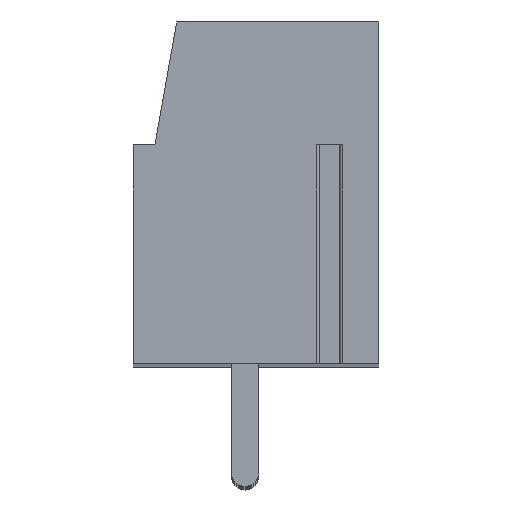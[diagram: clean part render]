
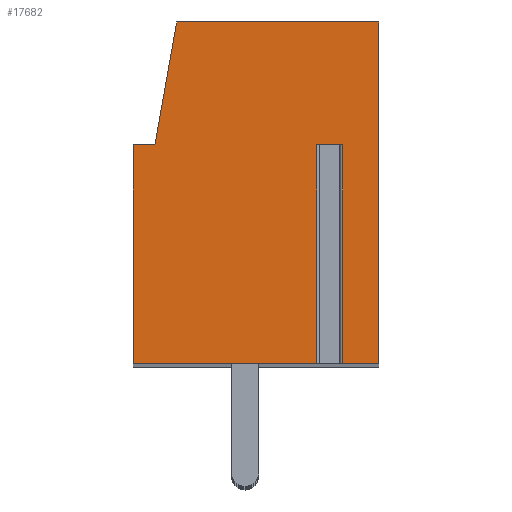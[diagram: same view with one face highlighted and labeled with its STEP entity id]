
A CAD part, top view. The second image highlights one B-rep face of the part: STEP entity #17682.
In plain terms, the highlighted planar face has unit normal (0, 0, 1).
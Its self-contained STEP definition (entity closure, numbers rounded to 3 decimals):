
#421=DIRECTION('',(-1.,0.,0.));
#422=VECTOR('',#421,0.958);
#423=CARTESIAN_POINT('',(3.179,1.75,77.5));
#424=LINE('',#423,#422);
#425=DIRECTION('',(0.,-1.,0.));
#426=VECTOR('',#425,8.);
#427=CARTESIAN_POINT('',(2.221,1.75,77.5));
#428=LINE('',#427,#426);
#429=DIRECTION('',(1.,0.,0.));
#430=VECTOR('',#429,6.721);
#431=CARTESIAN_POINT('',(-4.5,-6.25,77.5));
#432=LINE('',#431,#430);
#433=DIRECTION('',(0.,-1.,0.));
#434=VECTOR('',#433,8.);
#435=CARTESIAN_POINT('',(-4.5,1.75,77.5));
#436=LINE('',#435,#434);
#437=DIRECTION('',(-1.,0.,0.));
#438=VECTOR('',#437,0.8);
#439=CARTESIAN_POINT('',(-3.7,1.75,77.5));
#440=LINE('',#439,#438);
#441=DIRECTION('',(-0.174,-0.985,0.));
#442=VECTOR('',#441,4.569);
#443=CARTESIAN_POINT('',(-2.907,6.25,77.5));
#444=LINE('',#443,#442);
#445=DIRECTION('',(-1.,0.,0.));
#446=VECTOR('',#445,7.407);
#447=CARTESIAN_POINT('',(4.5,6.25,77.5));
#448=LINE('',#447,#446);
#449=DIRECTION('',(0.,1.,0.));
#450=VECTOR('',#449,12.5);
#451=CARTESIAN_POINT('',(4.5,-6.25,77.5));
#452=LINE('',#451,#450);
#453=DIRECTION('',(1.,0.,0.));
#454=VECTOR('',#453,1.321);
#455=CARTESIAN_POINT('',(3.179,-6.25,77.5));
#456=LINE('',#455,#454);
#457=DIRECTION('',(0.,-1.,0.));
#458=VECTOR('',#457,8.);
#459=CARTESIAN_POINT('',(3.179,1.75,77.5));
#460=LINE('',#459,#458);
#13521=CARTESIAN_POINT('',(4.5,-6.25,77.5));
#13522=CARTESIAN_POINT('',(4.5,6.25,77.5));
#13523=VERTEX_POINT('',#13521);
#13524=VERTEX_POINT('',#13522);
#13525=CARTESIAN_POINT('',(-2.907,6.25,77.5));
#13526=VERTEX_POINT('',#13525);
#13527=CARTESIAN_POINT('',(-3.7,1.75,77.5));
#13528=VERTEX_POINT('',#13527);
#13529=CARTESIAN_POINT('',(-4.5,1.75,77.5));
#13530=VERTEX_POINT('',#13529);
#13531=CARTESIAN_POINT('',(-4.5,-6.25,77.5));
#13532=VERTEX_POINT('',#13531);
#13577=CARTESIAN_POINT('',(3.179,1.75,77.5));
#13578=CARTESIAN_POINT('',(2.221,1.75,77.5));
#13579=VERTEX_POINT('',#13577);
#13580=VERTEX_POINT('',#13578);
#13581=CARTESIAN_POINT('',(3.179,-6.25,77.5));
#13582=VERTEX_POINT('',#13581);
#13583=CARTESIAN_POINT('',(2.221,-6.25,77.5));
#13584=VERTEX_POINT('',#13583);
#17658=CARTESIAN_POINT('',(0.,0.,77.5));
#17659=DIRECTION('',(0.,0.,1.));
#17660=DIRECTION('',(1.,0.,0.));
#17661=AXIS2_PLACEMENT_3D('',#17658,#17659,#17660);
#17662=PLANE('',#17661);
#17664=ORIENTED_EDGE('',*,*,#17663,.T.);
#17665=ORIENTED_EDGE('',*,*,#17649,.T.);
#17666=ORIENTED_EDGE('',*,*,#17430,.F.);
#17668=ORIENTED_EDGE('',*,*,#17667,.F.);
#17670=ORIENTED_EDGE('',*,*,#17669,.F.);
#17672=ORIENTED_EDGE('',*,*,#17671,.F.);
#17674=ORIENTED_EDGE('',*,*,#17673,.F.);
#17676=ORIENTED_EDGE('',*,*,#17675,.F.);
#17677=ORIENTED_EDGE('',*,*,#17409,.F.);
#17679=ORIENTED_EDGE('',*,*,#17678,.F.);
#17680=EDGE_LOOP('',(#17664,#17665,#17666,#17668,#17670,#17672,#17674,#17676,
#17677,#17679));
#17681=FACE_OUTER_BOUND('',#17680,.F.);
#17409=EDGE_CURVE('',#13582,#13523,#456,.T.);
#17430=EDGE_CURVE('',#13532,#13584,#432,.T.);
#17649=EDGE_CURVE('',#13580,#13584,#428,.T.);
#17663=EDGE_CURVE('',#13579,#13580,#424,.T.);
#17667=EDGE_CURVE('',#13530,#13532,#436,.T.);
#17669=EDGE_CURVE('',#13528,#13530,#440,.T.);
#17671=EDGE_CURVE('',#13526,#13528,#444,.T.);
#17673=EDGE_CURVE('',#13524,#13526,#448,.T.);
#17675=EDGE_CURVE('',#13523,#13524,#452,.T.);
#17678=EDGE_CURVE('',#13579,#13582,#460,.T.);
#17682=ADVANCED_FACE('',(#17681),#17662,.T.);
